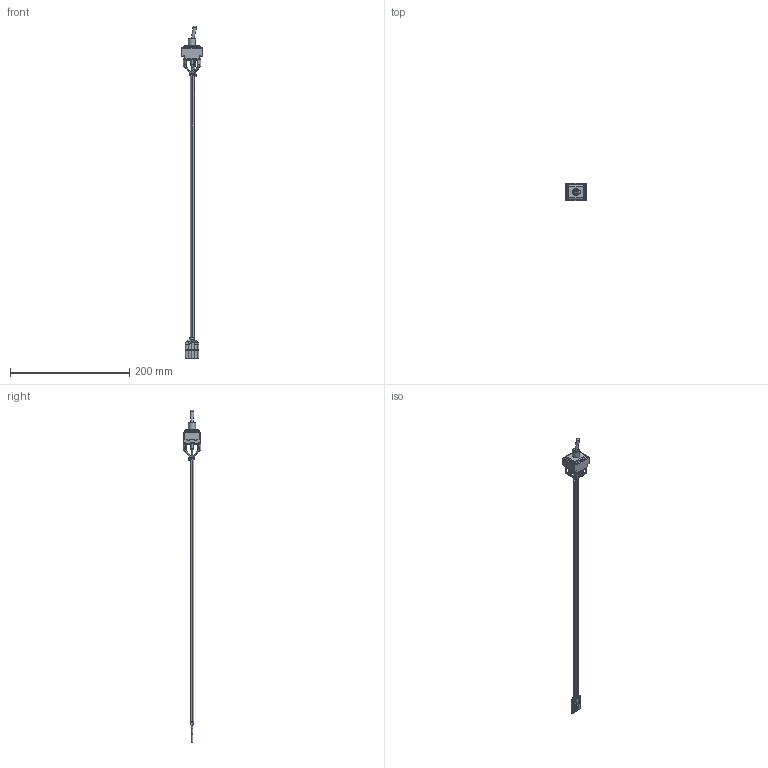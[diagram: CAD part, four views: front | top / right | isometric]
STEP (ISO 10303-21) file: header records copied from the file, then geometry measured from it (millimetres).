
FILE_DESCRIPTION(/* description */ (''),/* implementation_level */ '2;1');
FILE_NAME(/* name */ 'ST3W_S_T_x00.stp',/* time_stamp */ '2020-12-18T15:59:10-06:00',/* author */ ('mroman'),/* organization */ (''),/* preprocessor_version */ 'ST-DEVELOPER v18',/* originating_system */ 'Autodesk Inventor 2020',/* authorisation */ '');
FILE_SCHEMA (('AUTOMOTIVE_DESIGN { 1 0 10303 214 3 1 1 }'));
Length unit declared in the file: millimetre
Products named in the file (1): ST3W_S_T_x00
Bounding box: 34 x 29.24 x 556.36 mm (x, y, z)
Volume: 37821 mm3; surface area: 38912.4 mm2
Topology: 1 solids, 11 shells, 843 faces, 2381 edges, 1539 vertices
Faces by surface type: plane 504, cylinder 208, torus 66, cone 29, bspline 25, sphere 11
Full cylindrical faces by diameter (mm): 1.34 x9, 2 x9, 2.1 x31, 2.3 x9, 5.4 x2
Entity records: 29210 total; most frequent: CARTESIAN_POINT 6790, DIRECTION 4779, ORIENTED_EDGE 4756, EDGE_CURVE 2378, AXIS2_PLACEMENT_3D 1739, VERTEX_POINT 1539, LINE 1301, VECTOR 1301
